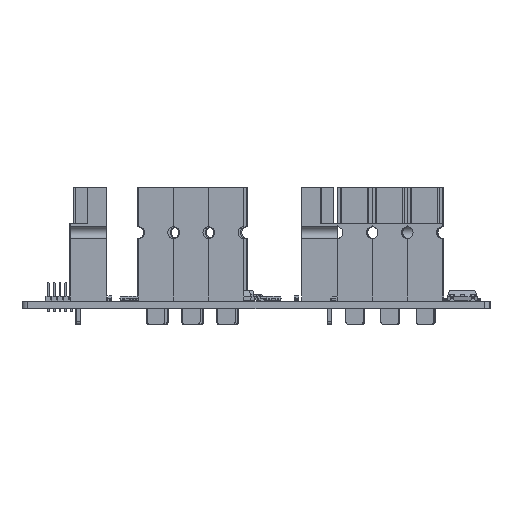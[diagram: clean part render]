
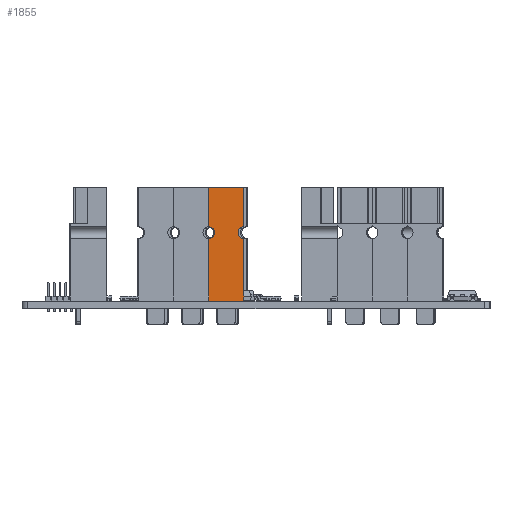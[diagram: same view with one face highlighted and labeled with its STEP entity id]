
A CAD part, left-side view. The second image highlights one B-rep face of the part: STEP entity #1855.
In plain terms, the highlighted face is planar.
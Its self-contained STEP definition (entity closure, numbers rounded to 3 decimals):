
#446 = VERTEX_POINT('',#447);
#447 = CARTESIAN_POINT('',(0.,7.62,7.874));
#456 = PLANE('',#457);
#457 = AXIS2_PLACEMENT_3D('',#458,#459,#460);
#458 = CARTESIAN_POINT('',(0.,7.62,7.874));
#459 = DIRECTION('',(1.,0.,0.));
#460 = DIRECTION('',(0.,0.,-1.));
#468 = PLANE('',#469);
#469 = AXIS2_PLACEMENT_3D('',#470,#471,#472);
#470 = CARTESIAN_POINT('',(24.638,7.62,7.874));
#471 = DIRECTION('',(0.,-1.,0.));
#472 = DIRECTION('',(0.,0.,-1.));
#480 = EDGE_CURVE('',#446,#481,#483,.T.);
#481 = VERTEX_POINT('',#482);
#482 = CARTESIAN_POINT('',(0.,0.,7.874));
#483 = SURFACE_CURVE('',#484,(#488,#495),.PCURVE_S1.);
#484 = LINE('',#485,#486);
#485 = CARTESIAN_POINT('',(0.,7.62,7.874));
#486 = VECTOR('',#487,1.);
#487 = DIRECTION('',(0.,-1.,0.));
#488 = PCURVE('',#456,#489);
#489 = DEFINITIONAL_REPRESENTATION('',(#490),#494);
#490 = LINE('',#491,#492);
#491 = CARTESIAN_POINT('',(0.,0.));
#492 = VECTOR('',#493,1.);
#493 = DIRECTION('',(0.,-1.));
#494 = ( GEOMETRIC_REPRESENTATION_CONTEXT(2) 
PARAMETRIC_REPRESENTATION_CONTEXT() REPRESENTATION_CONTEXT('2D SPACE',''
  ) );
#495 = PCURVE('',#496,#501);
#496 = PLANE('',#497);
#497 = AXIS2_PLACEMENT_3D('',#498,#499,#500);
#498 = CARTESIAN_POINT('',(0.,0.,7.874));
#499 = DIRECTION('',(0.,0.,1.));
#500 = DIRECTION('',(1.,0.,0.));
#501 = DEFINITIONAL_REPRESENTATION('',(#502),#506);
#502 = LINE('',#503,#504);
#503 = CARTESIAN_POINT('',(0.,7.62));
#504 = VECTOR('',#505,1.);
#505 = DIRECTION('',(0.,-1.));
#506 = ( GEOMETRIC_REPRESENTATION_CONTEXT(2) 
PARAMETRIC_REPRESENTATION_CONTEXT() REPRESENTATION_CONTEXT('2D SPACE',''
  ) );
#524 = PLANE('',#525);
#525 = AXIS2_PLACEMENT_3D('',#526,#527,#528);
#526 = CARTESIAN_POINT('',(0.,0.,7.874));
#527 = DIRECTION('',(0.,1.,0.));
#528 = DIRECTION('',(0.,0.,1.));
#690 = PLANE('',#691);
#691 = AXIS2_PLACEMENT_3D('',#692,#693,#694);
#692 = CARTESIAN_POINT('',(24.638,7.62,7.874));
#693 = DIRECTION('',(0.,-1.,0.));
#694 = DIRECTION('',(0.,0.,-1.));
#743 = VERTEX_POINT('',#744);
#744 = CARTESIAN_POINT('',(24.638,7.62,7.874));
#758 = PLANE('',#759);
#759 = AXIS2_PLACEMENT_3D('',#760,#761,#762);
#760 = CARTESIAN_POINT('',(24.638,0.,7.874));
#761 = DIRECTION('',(-1.,0.,0.));
#762 = DIRECTION('',(0.,0.,1.));
#770 = EDGE_CURVE('',#743,#771,#773,.T.);
#771 = VERTEX_POINT('',#772);
#772 = CARTESIAN_POINT('',(16.129,7.62,7.874));
#773 = SURFACE_CURVE('',#774,(#778,#785),.PCURVE_S1.);
#774 = LINE('',#775,#776);
#775 = CARTESIAN_POINT('',(24.638,7.62,7.874));
#776 = VECTOR('',#777,1.);
#777 = DIRECTION('',(-1.,0.,0.));
#778 = PCURVE('',#690,#779);
#779 = DEFINITIONAL_REPRESENTATION('',(#780),#784);
#780 = LINE('',#781,#782);
#781 = CARTESIAN_POINT('',(0.,0.));
#782 = VECTOR('',#783,1.);
#783 = DIRECTION('',(0.,-1.));
#784 = ( GEOMETRIC_REPRESENTATION_CONTEXT(2) 
PARAMETRIC_REPRESENTATION_CONTEXT() REPRESENTATION_CONTEXT('2D SPACE',''
  ) );
#785 = PCURVE('',#496,#786);
#786 = DEFINITIONAL_REPRESENTATION('',(#787),#791);
#787 = LINE('',#788,#789);
#788 = CARTESIAN_POINT('',(24.638,7.62));
#789 = VECTOR('',#790,1.);
#790 = DIRECTION('',(-1.,0.));
#791 = ( GEOMETRIC_REPRESENTATION_CONTEXT(2) 
PARAMETRIC_REPRESENTATION_CONTEXT() REPRESENTATION_CONTEXT('2D SPACE',''
  ) );
#809 = CYLINDRICAL_SURFACE('',#810,1.27);
#810 = AXIS2_PLACEMENT_3D('',#811,#812,#813);
#811 = CARTESIAN_POINT('',(14.859,7.62,-17.526));
#812 = DIRECTION('',(0.,0.,1.));
#813 = DIRECTION('',(1.,0.,0.));
#846 = EDGE_CURVE('',#481,#847,#849,.T.);
#847 = VERTEX_POINT('',#848);
#848 = CARTESIAN_POINT('',(13.589,0.,7.874));
#849 = SURFACE_CURVE('',#850,(#854,#861),.PCURVE_S1.);
#850 = LINE('',#851,#852);
#851 = CARTESIAN_POINT('',(0.,0.,7.874));
#852 = VECTOR('',#853,1.);
#853 = DIRECTION('',(1.,0.,0.));
#854 = PCURVE('',#524,#855);
#855 = DEFINITIONAL_REPRESENTATION('',(#856),#860);
#856 = LINE('',#857,#858);
#857 = CARTESIAN_POINT('',(0.,0.));
#858 = VECTOR('',#859,1.);
#859 = DIRECTION('',(0.,1.));
#860 = ( GEOMETRIC_REPRESENTATION_CONTEXT(2) 
PARAMETRIC_REPRESENTATION_CONTEXT() REPRESENTATION_CONTEXT('2D SPACE',''
  ) );
#861 = PCURVE('',#496,#862);
#862 = DEFINITIONAL_REPRESENTATION('',(#863),#867);
#863 = LINE('',#864,#865);
#864 = CARTESIAN_POINT('',(0.,0.));
#865 = VECTOR('',#866,1.);
#866 = DIRECTION('',(1.,0.));
#867 = ( GEOMETRIC_REPRESENTATION_CONTEXT(2) 
PARAMETRIC_REPRESENTATION_CONTEXT() REPRESENTATION_CONTEXT('2D SPACE',''
  ) );
#885 = CYLINDRICAL_SURFACE('',#886,1.27);
#886 = AXIS2_PLACEMENT_3D('',#887,#888,#889);
#887 = CARTESIAN_POINT('',(14.859,0.,-17.526));
#888 = DIRECTION('',(0.,0.,1.));
#889 = DIRECTION('',(1.,0.,0.));
#1161 = PLANE('',#1162);
#1162 = AXIS2_PLACEMENT_3D('',#1163,#1164,#1165);
#1163 = CARTESIAN_POINT('',(0.,0.,7.874));
#1164 = DIRECTION('',(0.,1.,0.));
#1165 = DIRECTION('',(0.,0.,1.));
#1671 = VERTEX_POINT('',#1672);
#1672 = CARTESIAN_POINT('',(24.638,0.,7.874));
#1693 = EDGE_CURVE('',#1671,#743,#1694,.T.);
#1694 = SURFACE_CURVE('',#1695,(#1699,#1706),.PCURVE_S1.);
#1695 = LINE('',#1696,#1697);
#1696 = CARTESIAN_POINT('',(24.638,0.,7.874));
#1697 = VECTOR('',#1698,1.);
#1698 = DIRECTION('',(0.,1.,0.));
#1699 = PCURVE('',#758,#1700);
#1700 = DEFINITIONAL_REPRESENTATION('',(#1701),#1705);
#1701 = LINE('',#1702,#1703);
#1702 = CARTESIAN_POINT('',(0.,0.));
#1703 = VECTOR('',#1704,1.);
#1704 = DIRECTION('',(0.,1.));
#1705 = ( GEOMETRIC_REPRESENTATION_CONTEXT(2) 
PARAMETRIC_REPRESENTATION_CONTEXT() REPRESENTATION_CONTEXT('2D SPACE',''
  ) );
#1706 = PCURVE('',#496,#1707);
#1707 = DEFINITIONAL_REPRESENTATION('',(#1708),#1712);
#1708 = LINE('',#1709,#1710);
#1709 = CARTESIAN_POINT('',(24.638,0.));
#1710 = VECTOR('',#1711,1.);
#1711 = DIRECTION('',(0.,1.));
#1712 = ( GEOMETRIC_REPRESENTATION_CONTEXT(2) 
PARAMETRIC_REPRESENTATION_CONTEXT() REPRESENTATION_CONTEXT('2D SPACE',''
  ) );
#1742 = VERTEX_POINT('',#1743);
#1743 = CARTESIAN_POINT('',(13.589,7.62,7.874));
#1764 = EDGE_CURVE('',#1742,#446,#1765,.T.);
#1765 = SURFACE_CURVE('',#1766,(#1770,#1777),.PCURVE_S1.);
#1766 = LINE('',#1767,#1768);
#1767 = CARTESIAN_POINT('',(24.638,7.62,7.874));
#1768 = VECTOR('',#1769,1.);
#1769 = DIRECTION('',(-1.,0.,0.));
#1770 = PCURVE('',#468,#1771);
#1771 = DEFINITIONAL_REPRESENTATION('',(#1772),#1776);
#1772 = LINE('',#1773,#1774);
#1773 = CARTESIAN_POINT('',(0.,0.));
#1774 = VECTOR('',#1775,1.);
#1775 = DIRECTION('',(0.,-1.));
#1776 = ( GEOMETRIC_REPRESENTATION_CONTEXT(2) 
PARAMETRIC_REPRESENTATION_CONTEXT() REPRESENTATION_CONTEXT('2D SPACE',''
  ) );
#1777 = PCURVE('',#496,#1778);
#1778 = DEFINITIONAL_REPRESENTATION('',(#1779),#1783);
#1779 = LINE('',#1780,#1781);
#1780 = CARTESIAN_POINT('',(24.638,7.62));
#1781 = VECTOR('',#1782,1.);
#1782 = DIRECTION('',(-1.,0.));
#1783 = ( GEOMETRIC_REPRESENTATION_CONTEXT(2) 
PARAMETRIC_REPRESENTATION_CONTEXT() REPRESENTATION_CONTEXT('2D SPACE',''
  ) );
#1813 = VERTEX_POINT('',#1814);
#1814 = CARTESIAN_POINT('',(16.129,0.,7.874));
#1835 = EDGE_CURVE('',#1813,#1671,#1836,.T.);
#1836 = SURFACE_CURVE('',#1837,(#1841,#1848),.PCURVE_S1.);
#1837 = LINE('',#1838,#1839);
#1838 = CARTESIAN_POINT('',(0.,0.,7.874));
#1839 = VECTOR('',#1840,1.);
#1840 = DIRECTION('',(1.,0.,0.));
#1841 = PCURVE('',#1161,#1842);
#1842 = DEFINITIONAL_REPRESENTATION('',(#1843),#1847);
#1843 = LINE('',#1844,#1845);
#1844 = CARTESIAN_POINT('',(0.,0.));
#1845 = VECTOR('',#1846,1.);
#1846 = DIRECTION('',(0.,1.));
#1847 = ( GEOMETRIC_REPRESENTATION_CONTEXT(2) 
PARAMETRIC_REPRESENTATION_CONTEXT() REPRESENTATION_CONTEXT('2D SPACE',''
  ) );
#1848 = PCURVE('',#496,#1849);
#1849 = DEFINITIONAL_REPRESENTATION('',(#1850),#1854);
#1850 = LINE('',#1851,#1852);
#1851 = CARTESIAN_POINT('',(0.,0.));
#1852 = VECTOR('',#1853,1.);
#1853 = DIRECTION('',(1.,0.));
#1854 = ( GEOMETRIC_REPRESENTATION_CONTEXT(2) 
PARAMETRIC_REPRESENTATION_CONTEXT() REPRESENTATION_CONTEXT('2D SPACE',''
  ) );
#1855 = ADVANCED_FACE('',(#1856),#496,.T.);
#1856 = FACE_BOUND('',#1857,.T.);
#1857 = EDGE_LOOP('',(#1858,#1880,#1881,#1882,#1883,#1905,#1906,#1907));
#1858 = ORIENTED_EDGE('',*,*,#1859,.F.);
#1859 = EDGE_CURVE('',#1742,#771,#1860,.T.);
#1860 = SURFACE_CURVE('',#1861,(#1866,#1873),.PCURVE_S1.);
#1861 = CIRCLE('',#1862,1.27);
#1862 = AXIS2_PLACEMENT_3D('',#1863,#1864,#1865);
#1863 = CARTESIAN_POINT('',(14.859,7.62,7.874));
#1864 = DIRECTION('',(0.,0.,1.));
#1865 = DIRECTION('',(1.,0.,0.));
#1866 = PCURVE('',#496,#1867);
#1867 = DEFINITIONAL_REPRESENTATION('',(#1868),#1872);
#1868 = CIRCLE('',#1869,1.27);
#1869 = AXIS2_PLACEMENT_2D('',#1870,#1871);
#1870 = CARTESIAN_POINT('',(14.859,7.62));
#1871 = DIRECTION('',(1.,0.));
#1872 = ( GEOMETRIC_REPRESENTATION_CONTEXT(2) 
PARAMETRIC_REPRESENTATION_CONTEXT() REPRESENTATION_CONTEXT('2D SPACE',''
  ) );
#1873 = PCURVE('',#809,#1874);
#1874 = DEFINITIONAL_REPRESENTATION('',(#1875),#1879);
#1875 = LINE('',#1876,#1877);
#1876 = CARTESIAN_POINT('',(0.,25.4));
#1877 = VECTOR('',#1878,1.);
#1878 = DIRECTION('',(1.,0.));
#1879 = ( GEOMETRIC_REPRESENTATION_CONTEXT(2) 
PARAMETRIC_REPRESENTATION_CONTEXT() REPRESENTATION_CONTEXT('2D SPACE',''
  ) );
#1880 = ORIENTED_EDGE('',*,*,#1764,.T.);
#1881 = ORIENTED_EDGE('',*,*,#480,.T.);
#1882 = ORIENTED_EDGE('',*,*,#846,.T.);
#1883 = ORIENTED_EDGE('',*,*,#1884,.F.);
#1884 = EDGE_CURVE('',#1813,#847,#1885,.T.);
#1885 = SURFACE_CURVE('',#1886,(#1891,#1898),.PCURVE_S1.);
#1886 = CIRCLE('',#1887,1.27);
#1887 = AXIS2_PLACEMENT_3D('',#1888,#1889,#1890);
#1888 = CARTESIAN_POINT('',(14.859,0.,7.874));
#1889 = DIRECTION('',(0.,0.,1.));
#1890 = DIRECTION('',(1.,0.,0.));
#1891 = PCURVE('',#496,#1892);
#1892 = DEFINITIONAL_REPRESENTATION('',(#1893),#1897);
#1893 = CIRCLE('',#1894,1.27);
#1894 = AXIS2_PLACEMENT_2D('',#1895,#1896);
#1895 = CARTESIAN_POINT('',(14.859,0.));
#1896 = DIRECTION('',(1.,0.));
#1897 = ( GEOMETRIC_REPRESENTATION_CONTEXT(2) 
PARAMETRIC_REPRESENTATION_CONTEXT() REPRESENTATION_CONTEXT('2D SPACE',''
  ) );
#1898 = PCURVE('',#885,#1899);
#1899 = DEFINITIONAL_REPRESENTATION('',(#1900),#1904);
#1900 = LINE('',#1901,#1902);
#1901 = CARTESIAN_POINT('',(0.,25.4));
#1902 = VECTOR('',#1903,1.);
#1903 = DIRECTION('',(1.,0.));
#1904 = ( GEOMETRIC_REPRESENTATION_CONTEXT(2) 
PARAMETRIC_REPRESENTATION_CONTEXT() REPRESENTATION_CONTEXT('2D SPACE',''
  ) );
#1905 = ORIENTED_EDGE('',*,*,#1835,.T.);
#1906 = ORIENTED_EDGE('',*,*,#1693,.T.);
#1907 = ORIENTED_EDGE('',*,*,#770,.T.);
